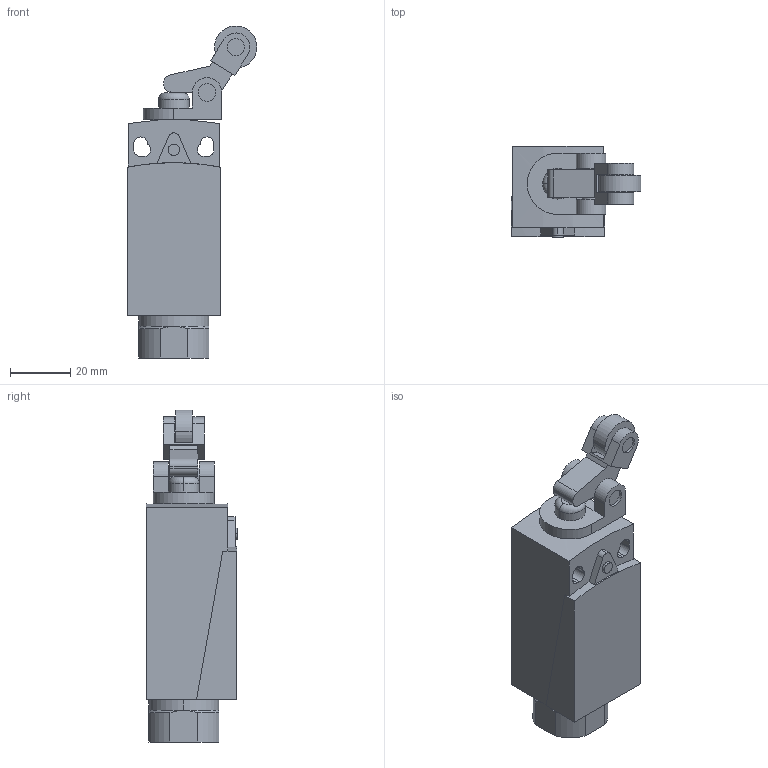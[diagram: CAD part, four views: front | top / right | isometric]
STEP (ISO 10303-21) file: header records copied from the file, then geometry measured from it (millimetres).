
FILE_DESCRIPTION(('starvars output'),'2;1');
FILE_NAME('cv20200406053235000007930.stp','05:32:35 2020/04/06',( 'Thomas Industrial Network Germany GmbH'),( 'Thomas Industrial Network Germany GmbH'),'unknown preprocess','ACIS' ,'unknown authorization');
FILE_SCHEMA(('AUTOMOTIVE_DESIGN_CC2 {UNKNOWN IMPLEMENTATION LEVEL}'));
Length unit declared in the file: millimetre
Products named in the file (1): PRODUCT_ID_1
Bounding box: 43.01 x 30.43 x 109.99 mm (x, y, z)
Volume: 64934.6 mm3; surface area: 16111.2 mm2
Topology: 1 solids, 1 shells, 129 faces, 315 edges, 204 vertices
Faces by surface type: plane 62, cylinder 57, cone 8, torus 2
Entity records: 4519 total; most frequent: ORIENTED_EDGE 634, CARTESIAN_POINT 610, DIRECTION 510, EDGE_CURVE 315, VERTEX_POINT 204, VECTOR 174, LINE 174, AXIS2_PLACEMENT_3D 168
